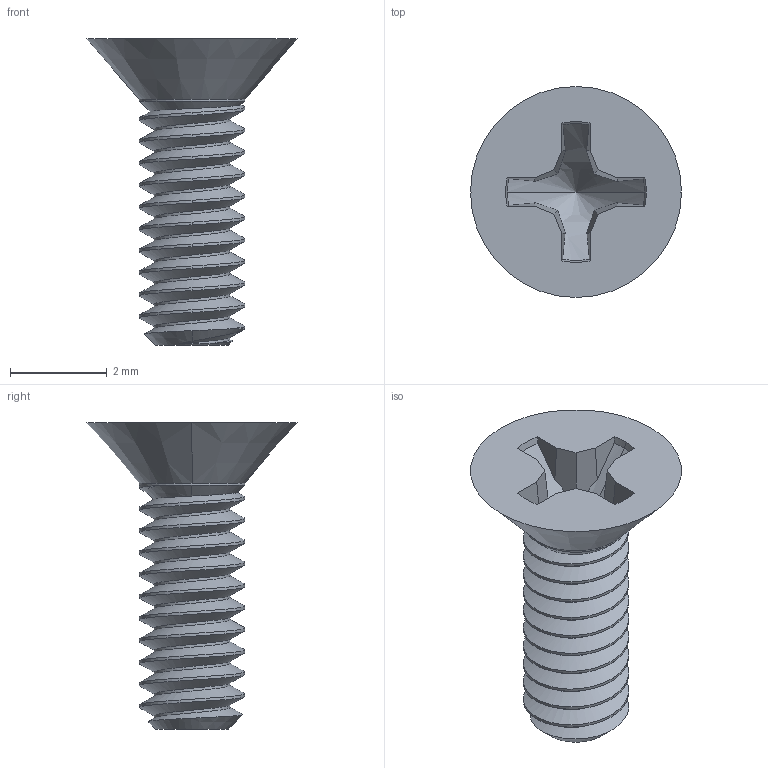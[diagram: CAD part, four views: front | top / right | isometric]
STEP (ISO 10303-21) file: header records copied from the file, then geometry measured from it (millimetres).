
FILE_DESCRIPTION (( 'STEP AP203' ), '1' );
FILE_NAME ('96877A118.step', '2012-06-29T15:52:55', ( 'Admin' ), ( 'Microsoft' ), 'SwSTEP 2.0', 'SolidWorks 2012', '' );
FILE_SCHEMA (( 'CONFIG_CONTROL_DESIGN' ));
Length unit declared in the file: inch
Products named in the file (1): 96877A118
Bounding box: 4.37 x 4.37 x 6.35 mm (x, y, z)
Volume: 22.5 mm3; surface area: 93.9 mm2
Topology: 1 solids, 1 shells, 59 faces, 170 edges, 112 vertices
Faces by surface type: cylinder 23, plane 18, cone 15, bspline 3
Entity records: 3539 total; most frequent: CARTESIAN_POINT 2115, ORIENTED_EDGE 336, DIRECTION 225, EDGE_CURVE 168, VERTEX_POINT 112, AXIS2_PLACEMENT_3D 82, LINE 61, VECTOR 61
